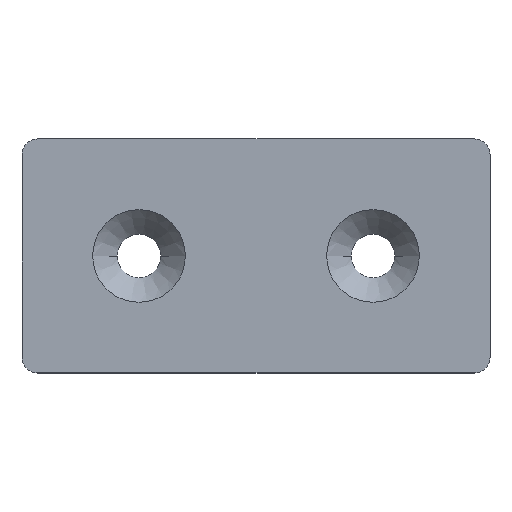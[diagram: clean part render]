
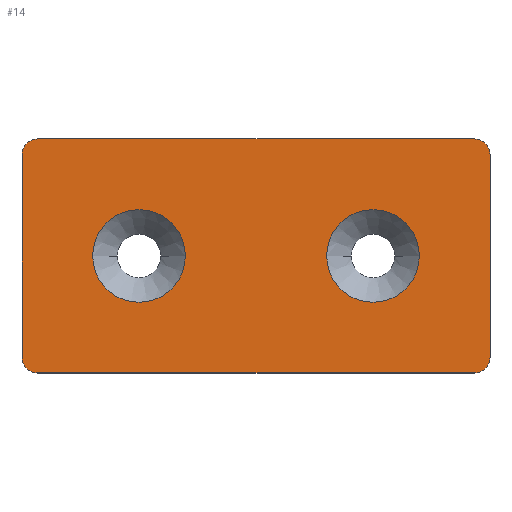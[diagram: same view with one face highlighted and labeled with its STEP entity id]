
A CAD part, top view. The second image highlights one B-rep face of the part: STEP entity #14.
In plain terms, the highlighted planar face has unit normal (0, 0, 1).
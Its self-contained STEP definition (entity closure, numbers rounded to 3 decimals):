
#2 = CARTESIAN_POINT ( 'NONE',  ( 31.4, 0., 5. ) ) ;
#14 = ADVANCED_FACE ( 'NONE', ( #567, #543, #571 ), #341, .F. ) ;
#17 = AXIS2_PLACEMENT_3D ( 'NONE', #121, #120, #118 ) ;
#19 = AXIS2_PLACEMENT_3D ( 'NONE', #132, #130, #128 ) ;
#22 = AXIS2_PLACEMENT_3D ( 'NONE', #142, #139, #135 ) ;
#30 = AXIS2_PLACEMENT_3D ( 'NONE', #153, #151, #148 ) ;
#32 = AXIS2_PLACEMENT_3D ( 'NONE', #165, #162, #157 ) ;
#45 = CARTESIAN_POINT ( 'NONE',  ( -45., -22.5, 5. ) ) ;
#48 = AXIS2_PLACEMENT_3D ( 'NONE', #217, #211, #210 ) ;
#51 = DIRECTION ( 'NONE',  ( 0., -1., 0. ) ) ;
#56 = VERTEX_POINT ( 'NONE', #456 ) ;
#66 = ORIENTED_EDGE ( 'NONE', *, *, #578, .F. ) ;
#67 = ORIENTED_EDGE ( 'NONE', *, *, #514, .T. ) ;
#68 = AXIS2_PLACEMENT_3D ( 'NONE', #137, #125, #122 ) ;
#69 = VERTEX_POINT ( 'NONE', #403 ) ;
#71 = ORIENTED_EDGE ( 'NONE', *, *, #587, .T. ) ;
#76 = CARTESIAN_POINT ( 'NONE',  ( -45., -22.5, 5. ) ) ;
#78 = AXIS2_PLACEMENT_3D ( 'NONE', #213, #195, #204 ) ;
#111 = ORIENTED_EDGE ( 'NONE', *, *, #425, .T. ) ;
#117 = ORIENTED_EDGE ( 'NONE', *, *, #586, .T. ) ;
#118 = DIRECTION ( 'NONE',  ( -1., 0., 0. ) ) ;
#120 = DIRECTION ( 'NONE',  ( 0., 0., 1. ) ) ;
#121 = CARTESIAN_POINT ( 'NONE',  ( 42., -19.5, 5. ) ) ;
#122 = DIRECTION ( 'NONE',  ( -1., 0., 0. ) ) ;
#124 = ORIENTED_EDGE ( 'NONE', *, *, #564, .T. ) ;
#125 = DIRECTION ( 'NONE',  ( 0., 0., -1. ) ) ;
#128 = DIRECTION ( 'NONE',  ( -1., 0., 0. ) ) ;
#129 = ORIENTED_EDGE ( 'NONE', *, *, #583, .T. ) ;
#130 = DIRECTION ( 'NONE',  ( 0., 0., 1. ) ) ;
#132 = CARTESIAN_POINT ( 'NONE',  ( -42., -19.5, 5. ) ) ;
#135 = DIRECTION ( 'NONE',  ( -1., 0., 0. ) ) ;
#137 = CARTESIAN_POINT ( 'NONE',  ( -22.5, 0., 5. ) ) ;
#138 = ORIENTED_EDGE ( 'NONE', *, *, #527, .T. ) ;
#139 = DIRECTION ( 'NONE',  ( 0., 0., 1. ) ) ;
#142 = CARTESIAN_POINT ( 'NONE',  ( -42., 19.5, 5. ) ) ;
#143 = ORIENTED_EDGE ( 'NONE', *, *, #557, .T. ) ;
#144 = CARTESIAN_POINT ( 'NONE',  ( -42., 22.5, 5. ) ) ;
#148 = DIRECTION ( 'NONE',  ( -1., 0., 0. ) ) ;
#151 = DIRECTION ( 'NONE',  ( 0., 0., -1. ) ) ;
#153 = CARTESIAN_POINT ( 'NONE',  ( -22.5, 0., 5. ) ) ;
#157 = DIRECTION ( 'NONE',  ( 1., 0., 0. ) ) ;
#162 = DIRECTION ( 'NONE',  ( 0., 0., 1. ) ) ;
#165 = CARTESIAN_POINT ( 'NONE',  ( 22.5, 0., 5. ) ) ;
#172 = CARTESIAN_POINT ( 'NONE',  ( 45., -19.5, 5. ) ) ;
#187 = CARTESIAN_POINT ( 'NONE',  ( 45., 19.5, 5. ) ) ;
#193 = AXIS2_PLACEMENT_3D ( 'NONE', #226, #479, #523 ) ;
#195 = DIRECTION ( 'NONE',  ( 0., 0., 1. ) ) ;
#197 = DIRECTION ( 'NONE',  ( -1., 0., 0. ) ) ;
#204 = DIRECTION ( 'NONE',  ( 1., 0., 0. ) ) ;
#210 = DIRECTION ( 'NONE',  ( -1., 0., 0. ) ) ;
#211 = DIRECTION ( 'NONE',  ( 0., 0., 1. ) ) ;
#213 = CARTESIAN_POINT ( 'NONE',  ( 22.5, 0., 5. ) ) ;
#217 = CARTESIAN_POINT ( 'NONE',  ( 42., 19.5, 5. ) ) ;
#219 = CARTESIAN_POINT ( 'NONE',  ( -45., 22.5, 5. ) ) ;
#226 = CARTESIAN_POINT ( 'NONE',  ( -45., 22.5, 5. ) ) ;
#244 = CIRCLE ( 'NONE', #17, 3. ) ;
#247 = CIRCLE ( 'NONE', #32, 8.9 ) ;
#249 = CIRCLE ( 'NONE', #30, 8.9 ) ;
#251 = CIRCLE ( 'NONE', #19, 3. ) ;
#253 = VECTOR ( 'NONE', #197, 1000. ) ;
#254 = LINE ( 'NONE', #219, #253 ) ;
#257 = CARTESIAN_POINT ( 'NONE',  ( -13.6, 0., 5. ) ) ;
#259 = CIRCLE ( 'NONE', #22, 3. ) ;
#267 = EDGE_LOOP ( 'NONE', ( #124, #129, #111, #117, #67, #71, #138, #143 ) ) ;
#271 = CARTESIAN_POINT ( 'NONE',  ( -31.4, 0., 5. ) ) ;
#277 = EDGE_LOOP ( 'NONE', ( #343, #409 ) ) ;
#280 = CIRCLE ( 'NONE', #48, 3. ) ;
#291 = VERTEX_POINT ( 'NONE', #370 ) ;
#293 = VERTEX_POINT ( 'NONE', #301 ) ;
#299 = VERTEX_POINT ( 'NONE', #328 ) ;
#301 = CARTESIAN_POINT ( 'NONE',  ( -45., 19.5, 5. ) ) ;
#307 = VERTEX_POINT ( 'NONE', #490 ) ;
#325 = VERTEX_POINT ( 'NONE', #271 ) ;
#326 = CARTESIAN_POINT ( 'NONE',  ( 45., -22.5, 5. ) ) ;
#328 = CARTESIAN_POINT ( 'NONE',  ( 42., -22.5, 5. ) ) ;
#338 = VECTOR ( 'NONE', #474, 1000. ) ;
#341 = PLANE ( 'NONE',  #193 ) ;
#343 = ORIENTED_EDGE ( 'NONE', *, *, #399, .T. ) ;
#370 = CARTESIAN_POINT ( 'NONE',  ( 42., 22.5, 5. ) ) ;
#371 = DIRECTION ( 'NONE',  ( 1., 0., 0. ) ) ;
#373 = VERTEX_POINT ( 'NONE', #257 ) ;
#379 = LINE ( 'NONE', #326, #338 ) ;
#380 = EDGE_CURVE ( 'NONE', #484, #307, #473, .T. ) ;
#381 = ORIENTED_EDGE ( 'NONE', *, *, #380, .F. ) ;
#383 = VECTOR ( 'NONE', #371, 1000. ) ;
#390 = LINE ( 'NONE', #45, #383 ) ;
#398 = VECTOR ( 'NONE', #51, 1000. ) ;
#399 = EDGE_CURVE ( 'NONE', #373, #325, #442, .T. ) ;
#403 = CARTESIAN_POINT ( 'NONE',  ( -45., -19.5, 5. ) ) ;
#409 = ORIENTED_EDGE ( 'NONE', *, *, #580, .T. ) ;
#414 = LINE ( 'NONE', #76, #398 ) ;
#425 = EDGE_CURVE ( 'NONE', #293, #69, #414, .T. ) ;
#442 = CIRCLE ( 'NONE', #68, 8.9 ) ;
#456 = CARTESIAN_POINT ( 'NONE',  ( -42., -22.5, 5. ) ) ;
#473 = CIRCLE ( 'NONE', #78, 8.9 ) ;
#474 = DIRECTION ( 'NONE',  ( 0., 1., 0. ) ) ;
#479 = DIRECTION ( 'NONE',  ( 0., 0., -1. ) ) ;
#484 = VERTEX_POINT ( 'NONE', #2 ) ;
#490 = CARTESIAN_POINT ( 'NONE',  ( 13.6, 0., 5. ) ) ;
#514 = EDGE_CURVE ( 'NONE', #56, #299, #390, .T. ) ;
#523 = DIRECTION ( 'NONE',  ( -1., 0., 0. ) ) ;
#527 = EDGE_CURVE ( 'NONE', #584, #573, #379, .T. ) ;
#535 = EDGE_LOOP ( 'NONE', ( #66, #381 ) ) ;
#543 = FACE_BOUND ( 'NONE', #277, .T. ) ;
#557 = EDGE_CURVE ( 'NONE', #573, #291, #280, .T. ) ;
#564 = EDGE_CURVE ( 'NONE', #291, #589, #254, .T. ) ;
#567 = FACE_BOUND ( 'NONE', #535, .T. ) ;
#571 = FACE_OUTER_BOUND ( 'NONE', #267, .T. ) ;
#573 = VERTEX_POINT ( 'NONE', #187 ) ;
#578 = EDGE_CURVE ( 'NONE', #307, #484, #247, .T. ) ;
#580 = EDGE_CURVE ( 'NONE', #325, #373, #249, .T. ) ;
#583 = EDGE_CURVE ( 'NONE', #589, #293, #259, .T. ) ;
#584 = VERTEX_POINT ( 'NONE', #172 ) ;
#586 = EDGE_CURVE ( 'NONE', #69, #56, #251, .T. ) ;
#587 = EDGE_CURVE ( 'NONE', #299, #584, #244, .T. ) ;
#589 = VERTEX_POINT ( 'NONE', #144 ) ;
